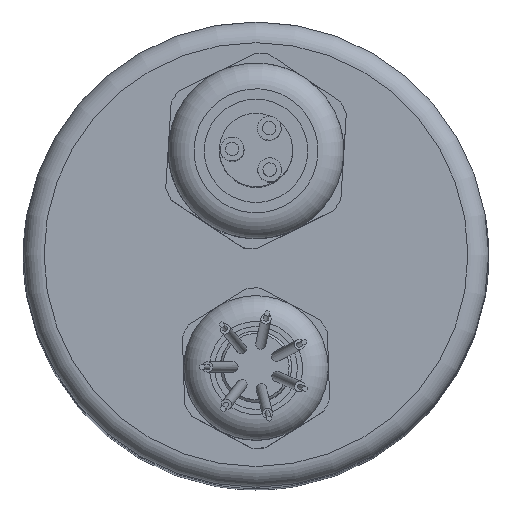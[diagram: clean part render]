
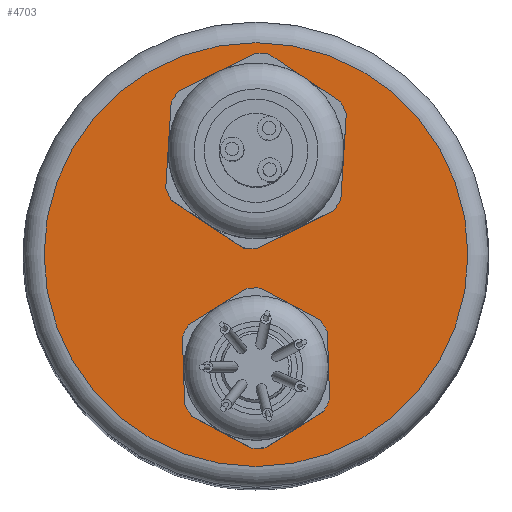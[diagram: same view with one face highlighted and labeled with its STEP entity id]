
A CAD part, top view. The second image highlights one B-rep face of the part: STEP entity #4703.
In plain terms, the highlighted planar face has unit normal (0, 0, 1).
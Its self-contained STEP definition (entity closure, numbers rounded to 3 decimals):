
#1307 = AXIS2_PLACEMENT_3D ( 'NONE', #12797, #18831, #5249 ) ;
#2189 = FACE_OUTER_BOUND ( 'NONE', #14720, .T. ) ;
#4122 = EDGE_LOOP ( 'NONE', ( #19332 ) ) ;
#4401 = DIRECTION ( 'NONE',  ( -1., 0., 0. ) ) ;
#4628 = CARTESIAN_POINT ( 'NONE',  ( 0., -20.5, 151. ) ) ;
#4703 = ADVANCED_FACE ( 'NONE', ( #8149, #15772, #2189 ), #8249, .F. ) ;
#5249 = DIRECTION ( 'NONE',  ( 0., -1., 0. ) ) ;
#5689 = AXIS2_PLACEMENT_3D ( 'NONE', #8636, #12891, #18823 ) ;
#5893 = CARTESIAN_POINT ( 'NONE',  ( 0., -11., 151. ) ) ;
#6253 = CARTESIAN_POINT ( 'NONE',  ( 0., 10., 151. ) ) ;
#6656 = DIRECTION ( 'NONE',  ( 0., 0., 1. ) ) ;
#7149 = AXIS2_PLACEMENT_3D ( 'NONE', #6253, #6656, #14173 ) ;
#7243 = VERTEX_POINT ( 'NONE', #4628 ) ;
#8149 = FACE_BOUND ( 'NONE', #18972, .T. ) ;
#8249 = PLANE ( 'NONE',  #1307 ) ;
#8283 = EDGE_CURVE ( 'NONE', #11110, #11110, #9680, .T. ) ;
#8636 = CARTESIAN_POINT ( 'NONE',  ( 0., 0., 151. ) ) ;
#8724 = VERTEX_POINT ( 'NONE', #14758 ) ;
#9680 = CIRCLE ( 'NONE', #7149, 8. ) ;
#10121 = CIRCLE ( 'NONE', #11057, 5.625 ) ;
#10537 = ORIENTED_EDGE ( 'NONE', *, *, #18175, .T. ) ;
#11057 = AXIS2_PLACEMENT_3D ( 'NONE', #5893, #15299, #4401 ) ;
#11110 = VERTEX_POINT ( 'NONE', #15457 ) ;
#12797 = CARTESIAN_POINT ( 'NONE',  ( 0., 0., 151. ) ) ;
#12891 = DIRECTION ( 'NONE',  ( 0., 0., 1. ) ) ;
#14173 = DIRECTION ( 'NONE',  ( -1., 0., 0. ) ) ;
#14720 = EDGE_LOOP ( 'NONE', ( #17019 ) ) ;
#14758 = CARTESIAN_POINT ( 'NONE',  ( -5.625, -11., 151. ) ) ;
#15299 = DIRECTION ( 'NONE',  ( 0., 0., -1. ) ) ;
#15457 = CARTESIAN_POINT ( 'NONE',  ( -8., 10., 151. ) ) ;
#15501 = CIRCLE ( 'NONE', #5689, 20.5 ) ;
#15772 = FACE_BOUND ( 'NONE', #4122, .T. ) ;
#17019 = ORIENTED_EDGE ( 'NONE', *, *, #18543, .T. ) ;
#18175 = EDGE_CURVE ( 'NONE', #8724, #8724, #10121, .T. ) ;
#18543 = EDGE_CURVE ( 'NONE', #7243, #7243, #15501, .T. ) ;
#18823 = DIRECTION ( 'NONE',  ( 0., -1., 0. ) ) ;
#18831 = DIRECTION ( 'NONE',  ( 0., 0., -1. ) ) ;
#18972 = EDGE_LOOP ( 'NONE', ( #10537 ) ) ;
#19332 = ORIENTED_EDGE ( 'NONE', *, *, #8283, .F. ) ;
